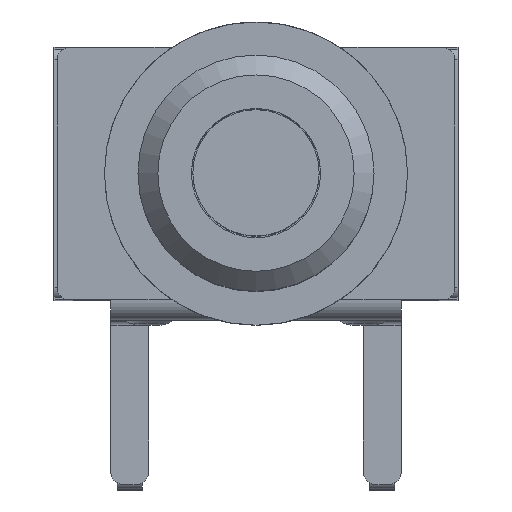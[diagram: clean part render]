
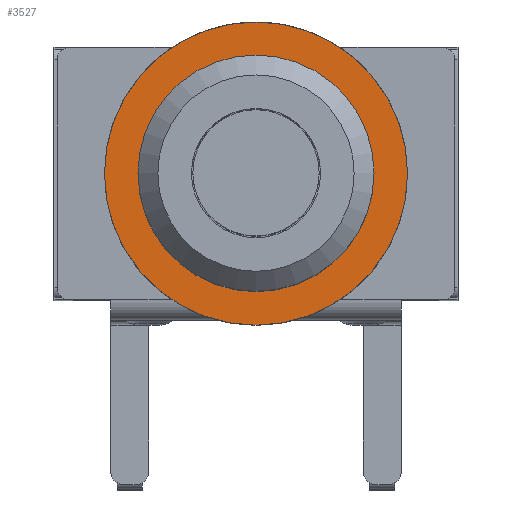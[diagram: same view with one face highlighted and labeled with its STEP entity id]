
A CAD part, top view. The second image highlights one B-rep face of the part: STEP entity #3527.
In plain terms, the highlighted planar face has unit normal (0, 0, 1).
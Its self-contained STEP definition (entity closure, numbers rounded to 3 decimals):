
#71=FACE_BOUND('',#594,.T.);
#197=PLANE('',#3850);
#392=FACE_OUTER_BOUND('',#593,.T.);
#593=EDGE_LOOP('',(#3244));
#594=EDGE_LOOP('',(#3245));
#1420=CIRCLE('',#3845,2.375);
#1423=CIRCLE('',#3851,3.05);
#1736=VERTEX_POINT('',#6143);
#1739=VERTEX_POINT('',#6154);
#2240=EDGE_CURVE('',#1736,#1736,#1420,.T.);
#2244=EDGE_CURVE('',#1739,#1739,#1423,.T.);
#3244=ORIENTED_EDGE('',*,*,#2244,.F.);
#3245=ORIENTED_EDGE('',*,*,#2240,.T.);
#3527=ADVANCED_FACE('',(#392,#71),#197,.F.);
#3845=AXIS2_PLACEMENT_3D('',#6145,#4778,#4779);
#3850=AXIS2_PLACEMENT_3D('',#6153,#4789,#4790);
#3851=AXIS2_PLACEMENT_3D('',#6155,#4791,#4792);
#4778=DIRECTION('center_axis',(0.,0.,
-1.));
#4779=DIRECTION('ref_axis',(1.,0.,0.));
#4789=DIRECTION('center_axis',(0.,0.,
-1.));
#4790=DIRECTION('ref_axis',(1.,0.,0.));
#4791=DIRECTION('center_axis',(0.,0.,
-1.));
#4792=DIRECTION('ref_axis',(1.,0.,0.));
#6143=CARTESIAN_POINT('',(-2.375,0.,8.25));
#6145=CARTESIAN_POINT('Origin',(0.,0.,
8.25));
#6153=CARTESIAN_POINT('Origin',(0.,0.,
8.25));
#6154=CARTESIAN_POINT('',(-3.05,0.,8.25));
#6155=CARTESIAN_POINT('Origin',(0.,0.,
8.25));
